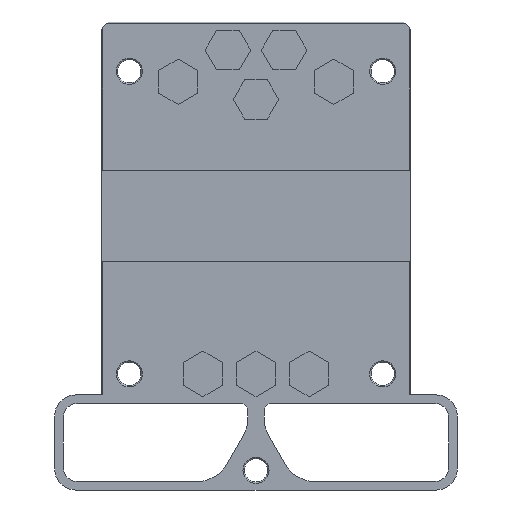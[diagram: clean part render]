
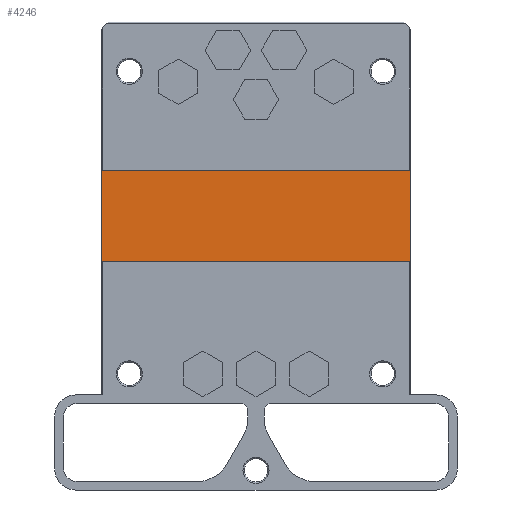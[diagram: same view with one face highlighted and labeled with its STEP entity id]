
A CAD part, front view. The second image highlights one B-rep face of the part: STEP entity #4246.
In plain terms, the highlighted planar face has unit normal (0, -1, 0).
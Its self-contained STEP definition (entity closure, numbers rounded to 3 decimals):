
#429=FACE_OUTER_BOUND('',#697,.T.);
#697=EDGE_LOOP('',(#3816,#3817,#3818,#3819));
#721=LINE('',#5778,#1207);
#729=LINE('',#5795,#1215);
#731=LINE('',#5798,#1217);
#811=LINE('',#5960,#1297);
#1207=VECTOR('',#4626,10.);
#1215=VECTOR('',#4636,10.);
#1217=VECTOR('',#4640,10.);
#1297=VECTOR('',#4732,10.);
#1693=VERTEX_POINT('',#5775);
#1694=VERTEX_POINT('',#5777);
#1701=VERTEX_POINT('',#5792);
#1702=VERTEX_POINT('',#5794);
#2082=EDGE_CURVE('',#1694,#1693,#721,.T.);
#2090=EDGE_CURVE('',#1702,#1701,#729,.T.);
#2092=EDGE_CURVE('',#1702,#1693,#731,.T.);
#2174=EDGE_CURVE('',#1694,#1701,#811,.T.);
#3816=ORIENTED_EDGE('',*,*,#2174,.F.);
#3817=ORIENTED_EDGE('',*,*,#2082,.T.);
#3818=ORIENTED_EDGE('',*,*,#2092,.F.);
#3819=ORIENTED_EDGE('',*,*,#2090,.T.);
#4027=PLANE('',#4591);
#4246=ADVANCED_FACE('',(#429),#4027,.F.);
#4591=AXIS2_PLACEMENT_3D('',#6958,#5711,#5712);
#4626=DIRECTION('',(-1.,0.,0.));
#4636=DIRECTION('',(1.,0.,0.));
#4640=DIRECTION('',(0.,0.,1.));
#4732=DIRECTION('',(0.,0.,-1.));
#5711=DIRECTION('center_axis',(0.,1.,0.));
#5712=DIRECTION('ref_axis',(0.,0.,1.));
#5775=CARTESIAN_POINT('',(-22.,22.1,11.9));
#5777=CARTESIAN_POINT('',(22.,22.1,11.9));
#5778=CARTESIAN_POINT('',(-11.,22.1,11.9));
#5792=CARTESIAN_POINT('',(22.,22.1,-1.1));
#5794=CARTESIAN_POINT('',(-22.,22.1,-1.1));
#5795=CARTESIAN_POINT('',(11.,22.1,-1.1));
#5798=CARTESIAN_POINT('',(-22.,22.1,16.7));
#5960=CARTESIAN_POINT('',(22.,22.1,16.7));
#6958=CARTESIAN_POINT('Origin',(-67.358,22.1,5.4));
